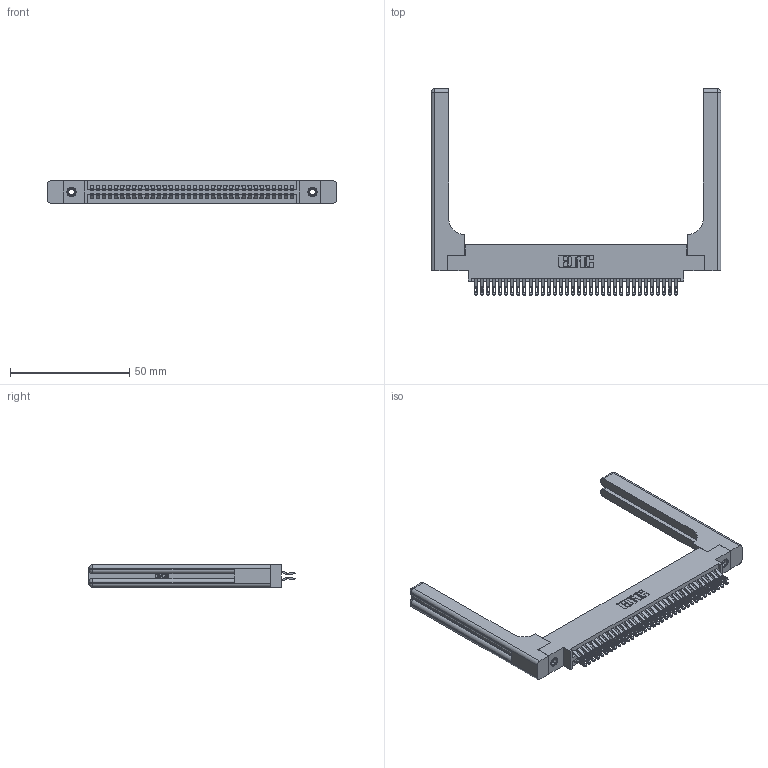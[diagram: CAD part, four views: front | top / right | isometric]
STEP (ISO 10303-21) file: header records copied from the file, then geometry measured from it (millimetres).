
FILE_DESCRIPTION (( 'STEP AP203' ), '1' );
FILE_NAME ('395-068-555-858.STEP', '2019-10-23T23:23:24', ( '' ), ( '' ), 'SwSTEP 2.0', 'SolidWorks 2016', '' );
FILE_SCHEMA (( 'CONFIG_CONTROL_DESIGN' ));
Length unit declared in the file: inch
Products named in the file (5): 345-250-001_345-250-001-102; 345-220-058_345-220-058; 395-068-555-858; 345 Part_0.170 Offset - 0.156 Dia-TH; 345-292-001_555 Tail
Assembly tree (73 placements, depth 2):
  395-068-555-858
    345 Part_0.170 Offset - 0.156 Dia-TH
    345-292-001_555 Tail  x68
    345-250-001_345-250-001-102  x2
    345-220-058_345-220-058  x2
Bounding box: 121.39 x 86.41 x 9.4 mm (x, y, z)
Volume: 20276.3 mm3; surface area: 23177.6 mm2
Topology: 73 solids, 73 shells, 4194 faces, 13055 edges, 8682 vertices
Faces by surface type: plane 2340, cylinder 1794, bspline 36, cone 12, sphere 8, torus 4
Entity records: 33394 total; most frequent: CARTESIAN_POINT 6635, ORIENTED_EDGE 5336, DIRECTION 4760, EDGE_CURVE 2668, VECTOR 2288, LINE 2288, VERTEX_POINT 1770, AXIS2_PLACEMENT_3D 1236
